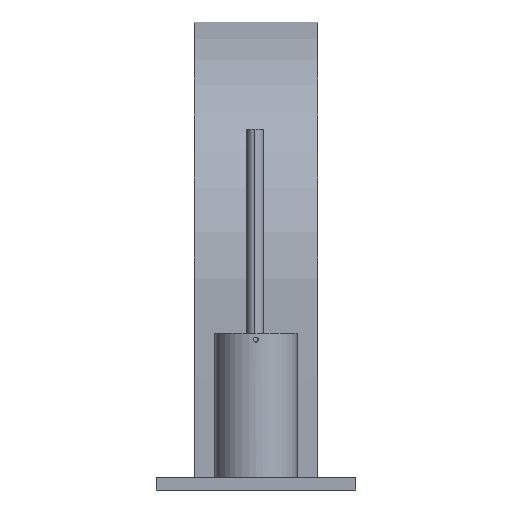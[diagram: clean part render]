
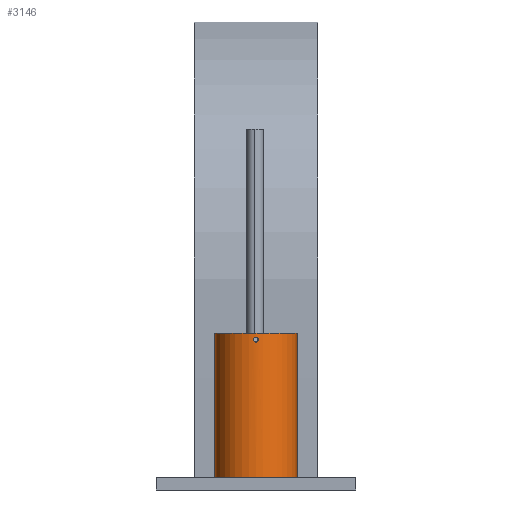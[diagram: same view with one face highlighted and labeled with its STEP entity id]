
A CAD part, front view. The second image highlights one B-rep face of the part: STEP entity #3146.
In plain terms, the highlighted cylindrical face has radius 19.9 mm (diameter 39.8 mm), a partial arc.
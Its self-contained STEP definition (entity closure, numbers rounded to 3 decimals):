
#11 = CARTESIAN_POINT ( 'NONE',  ( 7.575, -28.53, 69.976 ) ) ;
#96 = CARTESIAN_POINT ( 'NONE',  ( 7.126, -28.553, 69.304 ) ) ;
#99 = CARTESIAN_POINT ( 'NONE',  ( 26.257, -8.667, 3.302 ) ) ;
#150 = B_SPLINE_CURVE_WITH_KNOTS ( 'NONE', 3,
 ( #4191, #4252, #1389, #1798, #5720, #383, #1295, #314, #1342, #3694, #11, #5365, #462, #2416, #1527, #96, #2935, #1545, #2968, #592 ),
 .UNSPECIFIED., .F., .F.,
 ( 4, 2, 2, 2, 2, 2, 2, 2, 2, 4 ),
 ( 0.004, 0.004, 0.005, 0.005, 0.006, 0.006, 0.007, 0.007, 0.007, 0.008 ),
 .UNSPECIFIED. ) ;
#210 = CARTESIAN_POINT ( 'NONE',  ( 6.357, -28.567, 69.052 ) ) ;
#219 = VERTEX_POINT ( 'NONE', #210 ) ;
#314 = CARTESIAN_POINT ( 'NONE',  ( 7.574, -28.53, 70.631 ) ) ;
#383 = CARTESIAN_POINT ( 'NONE',  ( 7.356, -28.543, 71.072 ) ) ;
#462 = CARTESIAN_POINT ( 'NONE',  ( 7.442, -28.538, 69.677 ) ) ;
#592 = CARTESIAN_POINT ( 'NONE',  ( 6.357, -28.567, 69.052 ) ) ;
#731 = CARTESIAN_POINT ( 'NONE',  ( 5.264, -28.538, 69.674 ) ) ;
#766 = VECTOR ( 'NONE', #2111, 1000. ) ;
#768 = CARTESIAN_POINT ( 'NONE',  ( 5.356, -28.543, 71.069 ) ) ;
#771 = CARTESIAN_POINT ( 'NONE',  ( 6.357, -8.667, 3.302 ) ) ;
#858 = CARTESIAN_POINT ( 'NONE',  ( 6.357, -8.667, 73.302 ) ) ;
#930 = CARTESIAN_POINT ( 'NONE',  ( 6.357, -28.567, 71.552 ) ) ;
#1121 = CARTESIAN_POINT ( 'NONE',  ( 26.257, -8.667, 73.302 ) ) ;
#1177 = CARTESIAN_POINT ( 'NONE',  ( 5.139, -28.53, 70.629 ) ) ;
#1232 = CARTESIAN_POINT ( 'NONE',  ( 5.358, -28.543, 69.534 ) ) ;
#1233 = AXIS2_PLACEMENT_3D ( 'NONE', #771, #1772, #3677 ) ;
#1267 = EDGE_LOOP ( 'NONE', ( #5421, #3636, #2784, #3388 ) ) ;
#1295 = CARTESIAN_POINT ( 'NONE',  ( 7.449, -28.538, 70.933 ) ) ;
#1342 = CARTESIAN_POINT ( 'NONE',  ( 7.607, -28.528, 70.468 ) ) ;
#1351 = DIRECTION ( 'NONE',  ( 0., 0., -1. ) ) ;
#1389 = CARTESIAN_POINT ( 'NONE',  ( 6.685, -28.565, 71.52 ) ) ;
#1477 = VERTEX_POINT ( 'NONE', #99 ) ;
#1482 = B_SPLINE_CURVE_WITH_KNOTS ( 'NONE', 3,
 ( #4593, #5177, #3122, #6075, #6048, #1232, #731, #5151, #3647, #4087, #1177, #3629, #768, #5653, #6114, #4650, #2202, #5112, #5625, #1678 ),
 .UNSPECIFIED., .F., .F.,
 ( 4, 2, 2, 2, 2, 2, 2, 2, 2, 4 ),
 ( 0., 0., 0.001, 0.001, 0.002, 0.002, 0.003, 0.003, 0.004, 0.004 ),
 .UNSPECIFIED. ) ;
#1527 = CARTESIAN_POINT ( 'NONE',  ( 7.299, -28.545, 69.477 ) ) ;
#1545 = CARTESIAN_POINT ( 'NONE',  ( 6.686, -28.565, 69.086 ) ) ;
#1678 = CARTESIAN_POINT ( 'NONE',  ( 6.357, -28.567, 71.552 ) ) ;
#1772 = DIRECTION ( 'NONE',  ( 0., 0., 1. ) ) ;
#1798 = CARTESIAN_POINT ( 'NONE',  ( 6.985, -28.558, 71.395 ) ) ;
#2018 = EDGE_LOOP ( 'NONE', ( #6042, #5182 ) ) ;
#2111 = DIRECTION ( 'NONE',  ( 0., 0., -1. ) ) ;
#2176 = EDGE_CURVE ( 'NONE', #4069, #1477, #4584, .T. ) ;
#2202 = CARTESIAN_POINT ( 'NONE',  ( 6.032, -28.565, 71.512 ) ) ;
#2326 = DIRECTION ( 'NONE',  ( 0., 0., 1. ) ) ;
#2416 = CARTESIAN_POINT ( 'NONE',  ( 7.352, -28.543, 69.541 ) ) ;
#2427 = CIRCLE ( 'NONE', #3873, 19.9 ) ;
#2784 = ORIENTED_EDGE ( 'NONE', *, *, #5137, .T. ) ;
#2935 = CARTESIAN_POINT ( 'NONE',  ( 6.987, -28.558, 69.211 ) ) ;
#2968 = CARTESIAN_POINT ( 'NONE',  ( 6.522, -28.567, 69.052 ) ) ;
#3026 = CARTESIAN_POINT ( 'NONE',  ( -13.543, -8.667, 73.302 ) ) ;
#3100 = LINE ( 'NONE', #3026, #766 ) ;
#3122 = CARTESIAN_POINT ( 'NONE',  ( 6.03, -28.565, 69.085 ) ) ;
#3146 = ADVANCED_FACE ( 'NONE', ( #5489, #4497 ), #3169, .T. ) ;
#3169 = CYLINDRICAL_SURFACE ( 'NONE', #5980, 19.9 ) ;
#3295 = CARTESIAN_POINT ( 'NONE',  ( -13.543, -8.667, 3.302 ) ) ;
#3318 = EDGE_CURVE ( 'NONE', #219, #4465, #1482, .T. ) ;
#3359 = EDGE_CURVE ( 'NONE', #3641, #3414, #2427, .T. ) ;
#3388 = ORIENTED_EDGE ( 'NONE', *, *, #2176, .T. ) ;
#3414 = VERTEX_POINT ( 'NONE', #4722 ) ;
#3574 = CARTESIAN_POINT ( 'NONE',  ( -13.543, -8.667, 73.302 ) ) ;
#3629 = CARTESIAN_POINT ( 'NONE',  ( 5.265, -28.538, 70.932 ) ) ;
#3636 = ORIENTED_EDGE ( 'NONE', *, *, #3359, .F. ) ;
#3641 = VERTEX_POINT ( 'NONE', #3574 ) ;
#3647 = CARTESIAN_POINT ( 'NONE',  ( 5.107, -28.528, 70.139 ) ) ;
#3677 = DIRECTION ( 'NONE',  ( 1., 0., 0. ) ) ;
#3694 = CARTESIAN_POINT ( 'NONE',  ( 7.607, -28.528, 70.139 ) ) ;
#3873 = AXIS2_PLACEMENT_3D ( 'NONE', #858, #2326, #5721 ) ;
#3904 = LINE ( 'NONE', #1121, #4625 ) ;
#3961 = EDGE_CURVE ( 'NONE', #3414, #1477, #3904, .T. ) ;
#4069 = VERTEX_POINT ( 'NONE', #3295 ) ;
#4087 = CARTESIAN_POINT ( 'NONE',  ( 5.107, -28.528, 70.465 ) ) ;
#4191 = CARTESIAN_POINT ( 'NONE',  ( 6.357, -28.567, 71.552 ) ) ;
#4221 = EDGE_CURVE ( 'NONE', #4465, #219, #150, .T. ) ;
#4252 = CARTESIAN_POINT ( 'NONE',  ( 6.52, -28.567, 71.552 ) ) ;
#4465 = VERTEX_POINT ( 'NONE', #930 ) ;
#4497 = FACE_BOUND ( 'NONE', #2018, .T. ) ;
#4584 = CIRCLE ( 'NONE', #1233, 19.9 ) ;
#4593 = CARTESIAN_POINT ( 'NONE',  ( 6.357, -28.567, 69.052 ) ) ;
#4605 = DIRECTION ( 'NONE',  ( 0., 0., -1. ) ) ;
#4625 = VECTOR ( 'NONE', #4605, 1000. ) ;
#4650 = CARTESIAN_POINT ( 'NONE',  ( 5.954, -28.564, 71.489 ) ) ;
#4722 = CARTESIAN_POINT ( 'NONE',  ( 26.257, -8.667, 73.302 ) ) ;
#5112 = CARTESIAN_POINT ( 'NONE',  ( 6.192, -28.567, 71.544 ) ) ;
#5137 = EDGE_CURVE ( 'NONE', #3641, #4069, #3100, .T. ) ;
#5151 = CARTESIAN_POINT ( 'NONE',  ( 5.14, -28.53, 69.974 ) ) ;
#5177 = CARTESIAN_POINT ( 'NONE',  ( 6.192, -28.567, 69.052 ) ) ;
#5182 = ORIENTED_EDGE ( 'NONE', *, *, #4221, .T. ) ;
#5365 = CARTESIAN_POINT ( 'NONE',  ( 7.481, -28.536, 69.749 ) ) ;
#5421 = ORIENTED_EDGE ( 'NONE', *, *, #3961, .F. ) ;
#5489 = FACE_OUTER_BOUND ( 'NONE', #1267, .T. ) ;
#5625 = CARTESIAN_POINT ( 'NONE',  ( 6.275, -28.567, 71.552 ) ) ;
#5653 = CARTESIAN_POINT ( 'NONE',  ( 5.59, -28.553, 71.303 ) ) ;
#5720 = CARTESIAN_POINT ( 'NONE',  ( 7.125, -28.553, 71.302 ) ) ;
#5721 = DIRECTION ( 'NONE',  ( 1., 0., 0. ) ) ;
#5747 = DIRECTION ( 'NONE',  ( -1., 0., 0. ) ) ;
#5980 = AXIS2_PLACEMENT_3D ( 'NONE', #6311, #1351, #5747 ) ;
#6042 = ORIENTED_EDGE ( 'NONE', *, *, #3318, .T. ) ;
#6048 = CARTESIAN_POINT ( 'NONE',  ( 5.588, -28.553, 69.303 ) ) ;
#6075 = CARTESIAN_POINT ( 'NONE',  ( 5.727, -28.558, 69.211 ) ) ;
#6114 = CARTESIAN_POINT ( 'NONE',  ( 5.727, -28.558, 71.395 ) ) ;
#6311 = CARTESIAN_POINT ( 'NONE',  ( 6.357, -8.667, 73.302 ) ) ;
